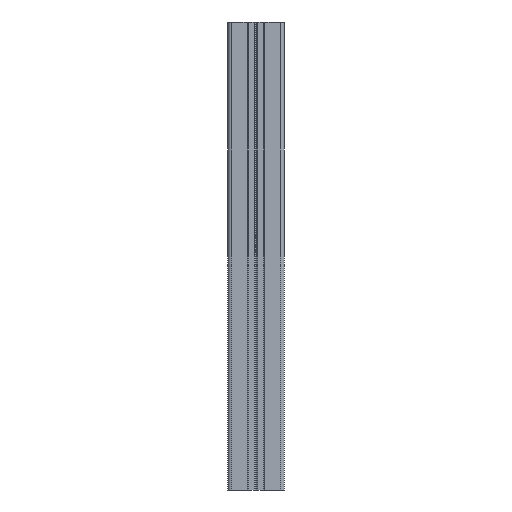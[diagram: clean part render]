
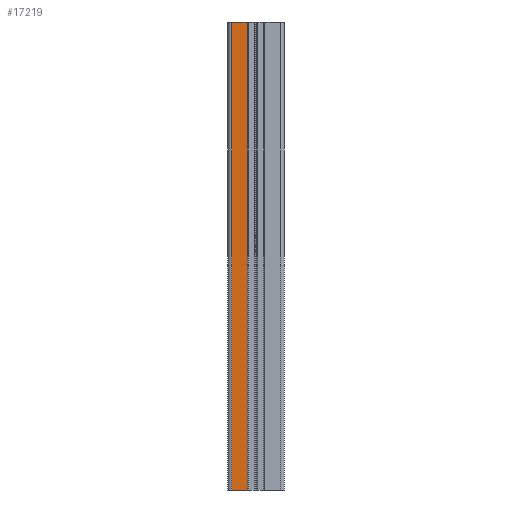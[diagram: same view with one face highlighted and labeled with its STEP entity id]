
A CAD part, left-side view. The second image highlights one B-rep face of the part: STEP entity #17219.
In plain terms, the highlighted planar face has unit normal (-1, 0, 0).
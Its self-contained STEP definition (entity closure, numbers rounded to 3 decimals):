
#554 = EDGE_CURVE ( 'NONE', #22475, #5281, #9094, .T. ) ;
#2314 = DIRECTION ( 'NONE',  ( 0., 0., 1. ) ) ;
#2580 = DIRECTION ( 'NONE',  ( -1., 0., 0. ) ) ;
#3181 = CARTESIAN_POINT ( 'NONE',  ( -15., 0., 250. ) ) ;
#5033 = EDGE_LOOP ( 'NONE', ( #26372, #23678, #11260, #16812 ) ) ;
#5281 = VERTEX_POINT ( 'NONE', #21414 ) ;
#5308 = VECTOR ( 'NONE', #22012, 1000. ) ;
#7061 = CARTESIAN_POINT ( 'NONE',  ( -15., 0., 250. ) ) ;
#8765 = CARTESIAN_POINT ( 'NONE',  ( -15., 13., 250. ) ) ;
#8859 = VECTOR ( 'NONE', #12398, 1000. ) ;
#9094 = LINE ( 'NONE', #17632, #8859 ) ;
#10520 = DIRECTION ( 'NONE',  ( 0., 0., -1. ) ) ;
#10864 = CARTESIAN_POINT ( 'NONE',  ( -15., 4.75, 0. ) ) ;
#11260 = ORIENTED_EDGE ( 'NONE', *, *, #25795, .T. ) ;
#12328 = VERTEX_POINT ( 'NONE', #10864 ) ;
#12398 = DIRECTION ( 'NONE',  ( 0., 0., -1. ) ) ;
#13208 = PLANE ( 'NONE',  #17328 ) ;
#14728 = CARTESIAN_POINT ( 'NONE',  ( -15., 4.75, 250. ) ) ;
#16812 = ORIENTED_EDGE ( 'NONE', *, *, #554, .T. ) ;
#16982 = VECTOR ( 'NONE', #10520, 1000. ) ;
#17219 = ADVANCED_FACE ( 'NONE', ( #25708 ), #13208, .T. ) ;
#17328 = AXIS2_PLACEMENT_3D ( 'NONE', #7061, #2580, #2314 ) ;
#17585 = LINE ( 'NONE', #3181, #22314 ) ;
#17632 = CARTESIAN_POINT ( 'NONE',  ( -15., 13., 250. ) ) ;
#18130 = DIRECTION ( 'NONE',  ( 0., 1., 0. ) ) ;
#18540 = LINE ( 'NONE', #14728, #16982 ) ;
#19340 = CARTESIAN_POINT ( 'NONE',  ( -15., 0., 0. ) ) ;
#21414 = CARTESIAN_POINT ( 'NONE',  ( -15., 13., 0. ) ) ;
#21458 = CARTESIAN_POINT ( 'NONE',  ( -15., 4.75, 250. ) ) ;
#22012 = DIRECTION ( 'NONE',  ( 0., 1., 0. ) ) ;
#22314 = VECTOR ( 'NONE', #18130, 1000. ) ;
#22475 = VERTEX_POINT ( 'NONE', #8765 ) ;
#23594 = EDGE_CURVE ( 'NONE', #12328, #5281, #23841, .T. ) ;
#23678 = ORIENTED_EDGE ( 'NONE', *, *, #25301, .F. ) ;
#23841 = LINE ( 'NONE', #19340, #5308 ) ;
#25301 = EDGE_CURVE ( 'NONE', #26571, #12328, #18540, .T. ) ;
#25708 = FACE_OUTER_BOUND ( 'NONE', #5033, .T. ) ;
#25795 = EDGE_CURVE ( 'NONE', #26571, #22475, #17585, .T. ) ;
#26372 = ORIENTED_EDGE ( 'NONE', *, *, #23594, .F. ) ;
#26571 = VERTEX_POINT ( 'NONE', #21458 ) ;
